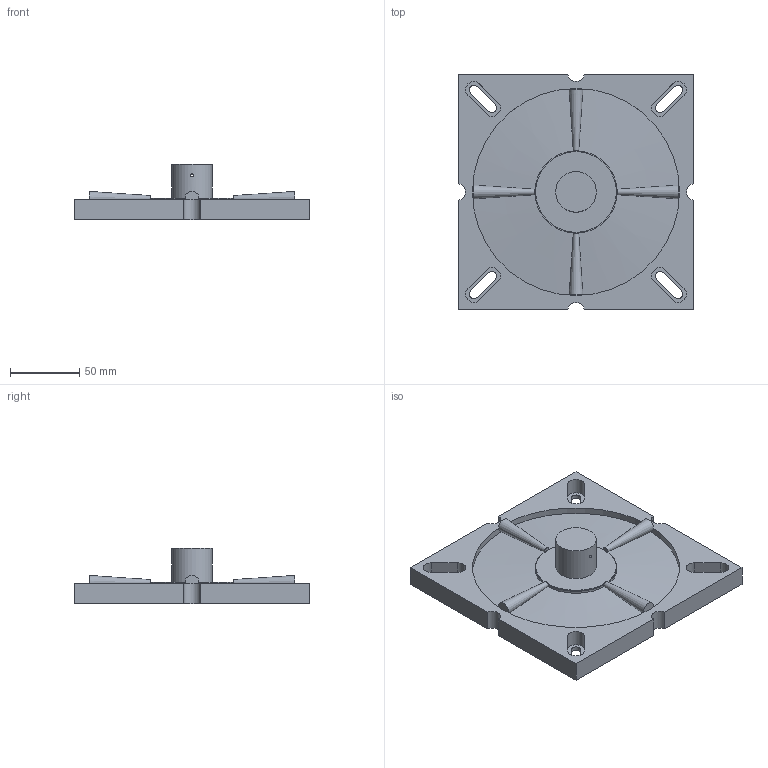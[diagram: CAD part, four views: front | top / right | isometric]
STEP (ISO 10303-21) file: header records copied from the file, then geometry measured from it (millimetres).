
FILE_DESCRIPTION(/* description */ (''),/* implementation_level */ '2;1');
FILE_NAME(/* name */ 'couchBearing v15.step',/* time_stamp */ '2018-02-20T03:32:31-08:00',/* author */ ('128hi256'),/* organization */ (''),/* preprocessor_version */ 'ST-DEVELOPER v16.13',/* originating_system */ 'Autodesk Translation Framework v6.5.0.72',/* authorisation */ '');
FILE_SCHEMA (('AUTOMOTIVE_DESIGN { 1 0 10303 214 3 1 1 }'));
Length unit declared in the file: millimetre
Products named in the file (1): couchBearing
Bounding box: 169.25 x 169.25 x 39.77 mm (x, y, z)
Volume: 377130.8 mm3; surface area: 84918.7 mm2
Topology: 6 solids, 6 shells, 72 faces, 174 edges, 120 vertices
Faces by surface type: plane 42, cylinder 25, cone 5
Full cylindrical faces by diameter (mm): 2.2 x1, 29.2 x1, 58.2 x1, 59.2 x1, 149.25 x1
Entity records: 2264 total; most frequent: CARTESIAN_POINT 435, DIRECTION 384, ORIENTED_EDGE 348, EDGE_CURVE 174, AXIS2_PLACEMENT_3D 141, VERTEX_POINT 120, LINE 102, VECTOR 102
